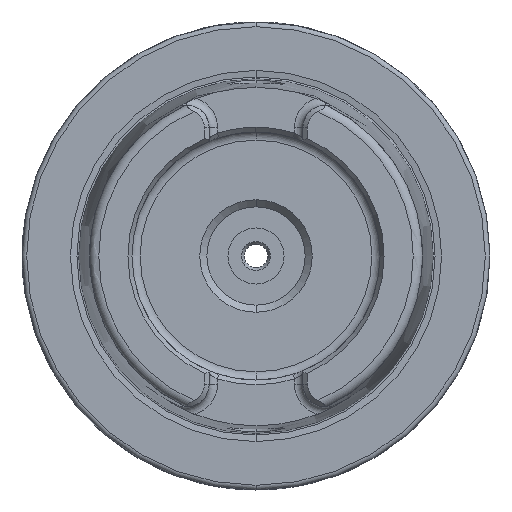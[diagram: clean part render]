
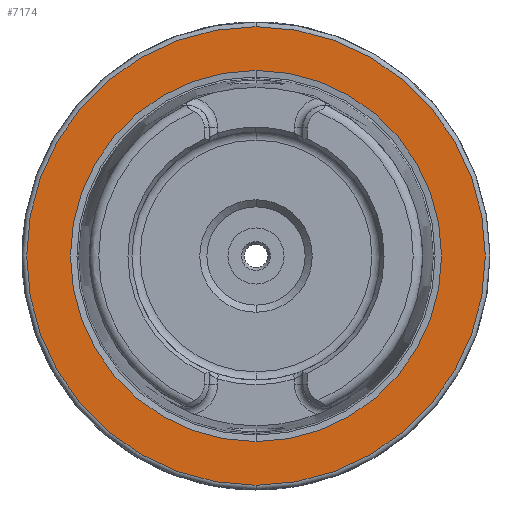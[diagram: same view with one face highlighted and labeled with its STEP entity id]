
A CAD part, left-side view. The second image highlights one B-rep face of the part: STEP entity #7174.
In plain terms, the highlighted planar face has unit normal (-1, 0, 0).
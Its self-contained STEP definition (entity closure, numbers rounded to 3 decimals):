
#12 = VERTEX_POINT ( 'NONE', #3958 ) ;
#367 = CARTESIAN_POINT ( 'NONE',  ( 0.05, 39.647, 0. ) ) ;
#562 = AXIS2_PLACEMENT_3D ( 'NONE', #623, #1363, #3128 ) ;
#581 = CARTESIAN_POINT ( 'NONE',  ( 0.05, 0., 0. ) ) ;
#623 = CARTESIAN_POINT ( 'NONE',  ( 0.05, 0., 0. ) ) ;
#694 = ORIENTED_EDGE ( 'NONE', *, *, #7259, .T. ) ;
#1171 = EDGE_CURVE ( 'NONE', #6722, #6945, #3429, .T. ) ;
#1363 = DIRECTION ( 'NONE',  ( 1., 0., 0. ) ) ;
#1465 = EDGE_CURVE ( 'NONE', #12, #5204, #4902, .T. ) ;
#1673 = CIRCLE ( 'NONE', #2344, 39.647 ) ;
#1756 = PLANE ( 'NONE',  #4319 ) ;
#1833 = DIRECTION ( 'NONE',  ( 0., 0., -1. ) ) ;
#2208 = DIRECTION ( 'NONE',  ( 0., 0., -1. ) ) ;
#2263 = FACE_BOUND ( 'NONE', #6829, .T. ) ;
#2344 = AXIS2_PLACEMENT_3D ( 'NONE', #581, #6280, #1833 ) ;
#3011 = DIRECTION ( 'NONE',  ( -1., 0., 0. ) ) ;
#3128 = DIRECTION ( 'NONE',  ( 0., 0., -1. ) ) ;
#3133 = ORIENTED_EDGE ( 'NONE', *, *, #1465, .T. ) ;
#3164 = AXIS2_PLACEMENT_3D ( 'NONE', #3619, #8011, #6103 ) ;
#3372 = CARTESIAN_POINT ( 'NONE',  ( 0.05, 0., 39.647 ) ) ;
#3429 = CIRCLE ( 'NONE', #7395, 49. ) ;
#3523 = ORIENTED_EDGE ( 'NONE', *, *, #1171, .F. ) ;
#3619 = CARTESIAN_POINT ( 'NONE',  ( 0.05, 0., 0. ) ) ;
#3904 = CARTESIAN_POINT ( 'NONE',  ( 0.05, 0., 49. ) ) ;
#3958 = CARTESIAN_POINT ( 'NONE',  ( 0.05, 0., -39.647 ) ) ;
#4091 = DIRECTION ( 'NONE',  ( 1., 0., 0. ) ) ;
#4319 = AXIS2_PLACEMENT_3D ( 'NONE', #367, #3011, #7944 ) ;
#4669 = EDGE_LOOP ( 'NONE', ( #3523, #7459 ) ) ;
#4816 = FACE_OUTER_BOUND ( 'NONE', #4669, .T. ) ;
#4902 = CIRCLE ( 'NONE', #3164, 39.647 ) ;
#5204 = VERTEX_POINT ( 'NONE', #3372 ) ;
#5612 = CIRCLE ( 'NONE', #562, 49. ) ;
#5836 = CARTESIAN_POINT ( 'NONE',  ( 0.05, 0., -49. ) ) ;
#6103 = DIRECTION ( 'NONE',  ( 0., 0., -1. ) ) ;
#6280 = DIRECTION ( 'NONE',  ( 1., 0., 0. ) ) ;
#6557 = EDGE_CURVE ( 'NONE', #6945, #6722, #5612, .T. ) ;
#6722 = VERTEX_POINT ( 'NONE', #5836 ) ;
#6829 = EDGE_LOOP ( 'NONE', ( #694, #3133 ) ) ;
#6945 = VERTEX_POINT ( 'NONE', #3904 ) ;
#7174 = ADVANCED_FACE ( 'NONE', ( #2263, #4816 ), #1756, .T. ) ;
#7259 = EDGE_CURVE ( 'NONE', #5204, #12, #1673, .T. ) ;
#7275 = CARTESIAN_POINT ( 'NONE',  ( 0.05, 0., 0. ) ) ;
#7395 = AXIS2_PLACEMENT_3D ( 'NONE', #7275, #4091, #2208 ) ;
#7459 = ORIENTED_EDGE ( 'NONE', *, *, #6557, .F. ) ;
#7944 = DIRECTION ( 'NONE',  ( 0., 0., 1. ) ) ;
#8011 = DIRECTION ( 'NONE',  ( 1., 0., 0. ) ) ;
